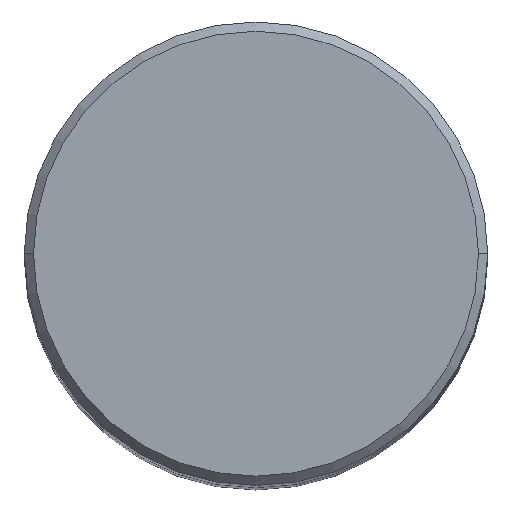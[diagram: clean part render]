
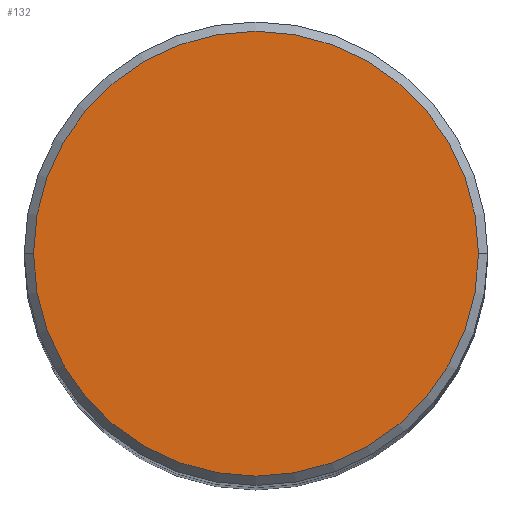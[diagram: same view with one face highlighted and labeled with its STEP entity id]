
A CAD part, top view. The second image highlights one B-rep face of the part: STEP entity #132.
In plain terms, the highlighted planar face has unit normal (0, 0, 1).
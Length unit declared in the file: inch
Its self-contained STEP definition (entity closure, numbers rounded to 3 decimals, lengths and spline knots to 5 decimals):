
#20 = CARTESIAN_POINT ( 'NONE',  ( -0.48, 0., 0. ) ) ;
#25 = FACE_OUTER_BOUND ( 'NONE', #166, .T. ) ;
#48 = VERTEX_POINT ( 'NONE', #20 ) ;
#57 = DIRECTION ( 'NONE',  ( 1., 0., 0. ) ) ;
#66 = AXIS2_PLACEMENT_3D ( 'NONE', #356, #385, #89 ) ;
#81 = AXIS2_PLACEMENT_3D ( 'NONE', #187, #258, #412 ) ;
#89 = DIRECTION ( 'NONE',  ( -1., 0., 0. ) ) ;
#101 = CIRCLE ( 'NONE', #413, 0.48 ) ;
#132 = ADVANCED_FACE ( 'NONE', ( #25 ), #282, .F. ) ;
#166 = EDGE_LOOP ( 'NONE', ( #168, #250 ) ) ;
#168 = ORIENTED_EDGE ( 'NONE', *, *, #194, .T. ) ;
#187 = CARTESIAN_POINT ( 'NONE',  ( 0., 0., 0. ) ) ;
#194 = EDGE_CURVE ( 'NONE', #48, #374, #101, .T. ) ;
#233 = CARTESIAN_POINT ( 'NONE',  ( 0., 0., 0. ) ) ;
#238 = EDGE_CURVE ( 'NONE', #374, #48, #267, .T. ) ;
#250 = ORIENTED_EDGE ( 'NONE', *, *, #238, .T. ) ;
#258 = DIRECTION ( 'NONE',  ( 0., 0., 1. ) ) ;
#267 = CIRCLE ( 'NONE', #81, 0.48 ) ;
#282 = PLANE ( 'NONE',  #66 ) ;
#317 = DIRECTION ( 'NONE',  ( 0., 0., 1. ) ) ;
#356 = CARTESIAN_POINT ( 'NONE',  ( 0., 0.48, 0. ) ) ;
#360 = CARTESIAN_POINT ( 'NONE',  ( 0.48, 0., 0. ) ) ;
#374 = VERTEX_POINT ( 'NONE', #360 ) ;
#385 = DIRECTION ( 'NONE',  ( 0., 0., -1. ) ) ;
#412 = DIRECTION ( 'NONE',  ( 1., 0., 0. ) ) ;
#413 = AXIS2_PLACEMENT_3D ( 'NONE', #233, #317, #57 ) ;
